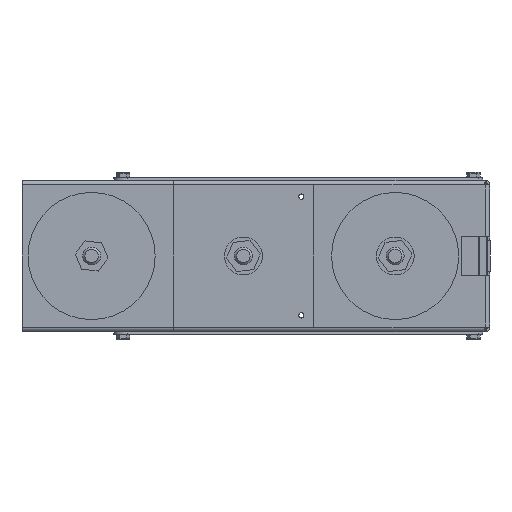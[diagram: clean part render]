
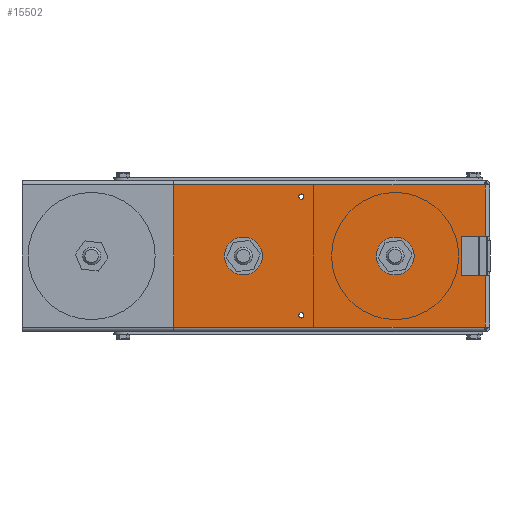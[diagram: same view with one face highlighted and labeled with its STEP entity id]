
A CAD part, front view. The second image highlights one B-rep face of the part: STEP entity #15502.
In plain terms, the highlighted planar face has unit normal (0, -1, 0).
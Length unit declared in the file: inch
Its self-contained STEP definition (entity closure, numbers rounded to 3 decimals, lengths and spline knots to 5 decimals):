
#712=FACE_BOUND('',#2445,.T.);
#713=FACE_BOUND('',#2446,.T.);
#714=FACE_BOUND('',#2447,.T.);
#715=FACE_BOUND('',#2448,.T.);
#1087=PLANE('',#16854);
#1598=FACE_OUTER_BOUND('',#2444,.T.);
#2444=EDGE_LOOP('',(#10758,#10759,#10760,#10761,#10762,#10763,#10764,#10765,
#10766,#10767,#10768,#10769));
#2445=EDGE_LOOP('',(#10770));
#2446=EDGE_LOOP('',(#10771));
#2447=EDGE_LOOP('',(#10772));
#2448=EDGE_LOOP('',(#10773));
#3593=LINE('',#22321,#4968);
#3595=LINE('',#22327,#4970);
#3599=LINE('',#22337,#4974);
#3600=LINE('',#22339,#4975);
#3601=LINE('',#22341,#4976);
#3602=LINE('',#22343,#4977);
#3603=LINE('',#22345,#4978);
#3604=LINE('',#22347,#4979);
#3605=LINE('',#22349,#4980);
#3606=LINE('',#22351,#4981);
#3607=LINE('',#22353,#4982);
#3608=LINE('',#22354,#4983);
#4968=VECTOR('',#18352,0.3937);
#4970=VECTOR('',#18358,0.3937);
#4974=VECTOR('',#18366,0.3937);
#4975=VECTOR('',#18367,0.3937);
#4976=VECTOR('',#18368,0.3937);
#4977=VECTOR('',#18369,0.3937);
#4978=VECTOR('',#18370,0.3937);
#4979=VECTOR('',#18371,0.3937);
#4980=VECTOR('',#18372,0.3937);
#4981=VECTOR('',#18373,0.3937);
#4982=VECTOR('',#18374,0.3937);
#4983=VECTOR('',#18375,0.3937);
#6333=CIRCLE('',#16838,0.28);
#6335=CIRCLE('',#16841,0.28);
#6337=CIRCLE('',#16844,0.07);
#6339=CIRCLE('',#16847,0.07);
#6797=VERTEX_POINT('',#22293);
#6799=VERTEX_POINT('',#22299);
#6801=VERTEX_POINT('',#22305);
#6803=VERTEX_POINT('',#22311);
#6806=VERTEX_POINT('',#22318);
#6807=VERTEX_POINT('',#22320);
#6809=VERTEX_POINT('',#22326);
#6813=VERTEX_POINT('',#22336);
#6814=VERTEX_POINT('',#22338);
#6815=VERTEX_POINT('',#22340);
#6816=VERTEX_POINT('',#22342);
#6817=VERTEX_POINT('',#22344);
#6818=VERTEX_POINT('',#22346);
#6819=VERTEX_POINT('',#22348);
#6820=VERTEX_POINT('',#22350);
#6821=VERTEX_POINT('',#22352);
#8372=EDGE_CURVE('',#6797,#6797,#6333,.T.);
#8375=EDGE_CURVE('',#6799,#6799,#6335,.T.);
#8378=EDGE_CURVE('',#6801,#6801,#6337,.T.);
#8381=EDGE_CURVE('',#6803,#6803,#6339,.T.);
#8385=EDGE_CURVE('',#6806,#6807,#3593,.T.);
#8388=EDGE_CURVE('',#6809,#6807,#3595,.T.);
#8393=EDGE_CURVE('',#6813,#6806,#3599,.T.);
#8394=EDGE_CURVE('',#6814,#6813,#3600,.T.);
#8395=EDGE_CURVE('',#6815,#6814,#3601,.T.);
#8396=EDGE_CURVE('',#6816,#6815,#3602,.T.);
#8397=EDGE_CURVE('',#6816,#6817,#3603,.T.);
#8398=EDGE_CURVE('',#6817,#6818,#3604,.T.);
#8399=EDGE_CURVE('',#6818,#6819,#3605,.T.);
#8400=EDGE_CURVE('',#6819,#6820,#3606,.T.);
#8401=EDGE_CURVE('',#6820,#6821,#3607,.T.);
#8402=EDGE_CURVE('',#6821,#6809,#3608,.T.);
#10758=ORIENTED_EDGE('',*,*,#8385,.F.);
#10759=ORIENTED_EDGE('',*,*,#8393,.F.);
#10760=ORIENTED_EDGE('',*,*,#8394,.F.);
#10761=ORIENTED_EDGE('',*,*,#8395,.F.);
#10762=ORIENTED_EDGE('',*,*,#8396,.F.);
#10763=ORIENTED_EDGE('',*,*,#8397,.T.);
#10764=ORIENTED_EDGE('',*,*,#8398,.T.);
#10765=ORIENTED_EDGE('',*,*,#8399,.T.);
#10766=ORIENTED_EDGE('',*,*,#8400,.T.);
#10767=ORIENTED_EDGE('',*,*,#8401,.T.);
#10768=ORIENTED_EDGE('',*,*,#8402,.T.);
#10769=ORIENTED_EDGE('',*,*,#8388,.T.);
#10770=ORIENTED_EDGE('',*,*,#8372,.T.);
#10771=ORIENTED_EDGE('',*,*,#8375,.T.);
#10772=ORIENTED_EDGE('',*,*,#8378,.T.);
#10773=ORIENTED_EDGE('',*,*,#8381,.T.);
#15502=ADVANCED_FACE('',(#1598,#712,#713,#714,#715),#1087,.T.);
#16838=AXIS2_PLACEMENT_3D('',#22294,#18322,#18323);
#16841=AXIS2_PLACEMENT_3D('',#22300,#18329,#18330);
#16844=AXIS2_PLACEMENT_3D('',#22306,#18336,#18337);
#16847=AXIS2_PLACEMENT_3D('',#22312,#18343,#18344);
#16854=AXIS2_PLACEMENT_3D('',#22335,#18364,#18365);
#18322=DIRECTION('center_axis',(0.,1.,0.));
#18323=DIRECTION('ref_axis',(-1.,0.,0.));
#18329=DIRECTION('center_axis',(0.,1.,0.));
#18330=DIRECTION('ref_axis',(-1.,0.,0.));
#18336=DIRECTION('center_axis',(0.,1.,0.));
#18337=DIRECTION('ref_axis',(-1.,0.,0.));
#18343=DIRECTION('center_axis',(0.,1.,0.));
#18344=DIRECTION('ref_axis',(-1.,0.,0.));
#18352=DIRECTION('',(0.,0.,-1.));
#18358=DIRECTION('',(1.,0.,0.));
#18364=DIRECTION('center_axis',(0.,-1.,0.));
#18365=DIRECTION('ref_axis',(0.,0.,-1.));
#18366=DIRECTION('',(1.,0.,0.));
#18367=DIRECTION('',(0.,0.,1.));
#18368=DIRECTION('',(-1.,0.,0.));
#18369=DIRECTION('',(0.,0.,-1.));
#18370=DIRECTION('',(-1.,0.,0.));
#18371=DIRECTION('',(0.,0.,1.));
#18372=DIRECTION('',(-1.,0.,0.));
#18373=DIRECTION('',(0.,0.,1.));
#18374=DIRECTION('',(1.,0.,0.));
#18375=DIRECTION('',(0.,0.,1.));
#22293=CARTESIAN_POINT('',(-2.22,-0.0635,0.));
#22294=CARTESIAN_POINT('Origin',(-2.5,-0.0635,
0.));
#22299=CARTESIAN_POINT('',(-6.22,-0.0635,0.));
#22300=CARTESIAN_POINT('Origin',(-6.5,-0.0635,
0.));
#22305=CARTESIAN_POINT('',(-4.91,-0.0635,-1.565));
#22306=CARTESIAN_POINT('Origin',(-4.98,-0.0635,-1.565));
#22311=CARTESIAN_POINT('',(-4.91,-0.0635,1.565));
#22312=CARTESIAN_POINT('Origin',(-4.98,-0.0635,1.565));
#22318=CARTESIAN_POINT('',(-0.127,-0.0635,1.873));
#22320=CARTESIAN_POINT('',(-0.127,-0.0635,0.505));
#22321=CARTESIAN_POINT('',(-0.127,-0.0635,0.));
#22326=CARTESIAN_POINT('',(-0.76,-0.0635,0.505));
#22327=CARTESIAN_POINT('',(0.,-0.0635,0.505));
#22335=CARTESIAN_POINT('Origin',(0.,-0.0635,0.));
#22336=CARTESIAN_POINT('',(-8.34,-0.0635,1.873));
#22337=CARTESIAN_POINT('',(-0.6063,-0.0635,1.873));
#22338=CARTESIAN_POINT('',(-8.34,-0.0635,-1.873));
#22339=CARTESIAN_POINT('',(-8.34,-0.0635,0.));
#22340=CARTESIAN_POINT('',(-0.127,-0.0635,-1.873));
#22341=CARTESIAN_POINT('',(-0.6063,-0.0635,-1.873));
#22342=CARTESIAN_POINT('',(-0.127,-0.0635,-0.505));
#22343=CARTESIAN_POINT('',(-0.127,-0.0635,0.));
#22344=CARTESIAN_POINT('',(-0.76,-0.0635,-0.505));
#22345=CARTESIAN_POINT('',(0.,-0.0635,-0.505));
#22346=CARTESIAN_POINT('',(-0.76,-0.0635,-0.475));
#22347=CARTESIAN_POINT('',(-0.76,-0.0635,-0.2275));
#22348=CARTESIAN_POINT('',(-0.7635,-0.0635,-0.475));
#22349=CARTESIAN_POINT('',(-0.38175,-0.0635,-0.475));
#22350=CARTESIAN_POINT('',(-0.7635,-0.0635,0.475));
#22351=CARTESIAN_POINT('',(-0.7635,-0.0635,0.2375));
#22352=CARTESIAN_POINT('',(-0.76,-0.0635,0.475));
#22353=CARTESIAN_POINT('',(-0.03175,-0.0635,0.475));
#22354=CARTESIAN_POINT('',(-0.76,-0.0635,0.2275));
